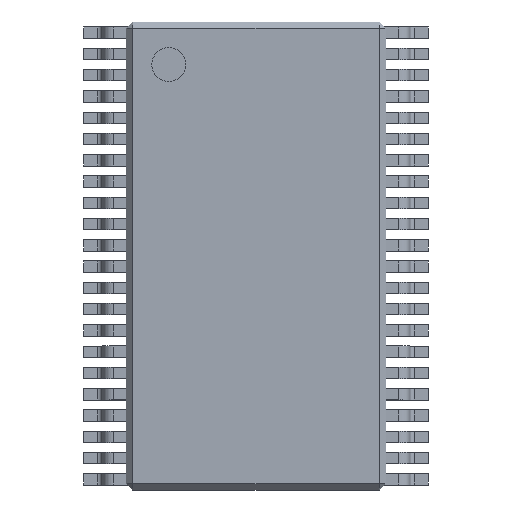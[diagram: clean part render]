
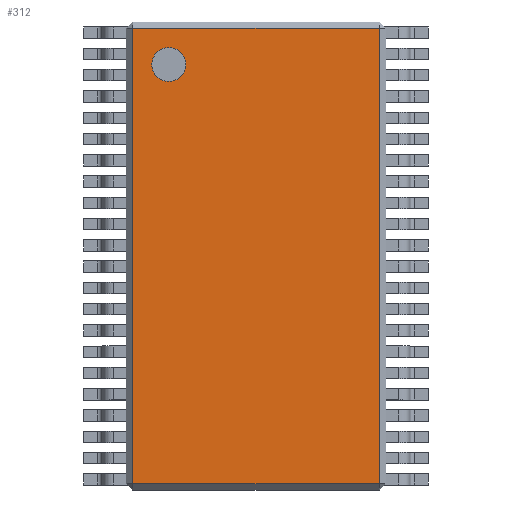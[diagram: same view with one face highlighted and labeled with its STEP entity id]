
A CAD part, top view. The second image highlights one B-rep face of the part: STEP entity #312.
In plain terms, the highlighted planar face has unit normal (0, 0, 1).
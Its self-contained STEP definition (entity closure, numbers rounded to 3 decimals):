
#13=DIRECTION('',(0.,0.,1.));
#14=DIRECTION('',(1.,0.,0.));
#107=VECTOR('',#108,1.);
#108=DIRECTION('',(0.,1.,0.));
#182=VERTEX_POINT('',#183);
#183=CARTESIAN_POINT('',(-2.9,-5.35,1.2));
#190=VERTEX_POINT('',#191);
#191=CARTESIAN_POINT('',(-2.9,5.35,1.2));
#196=ORIENTED_EDGE('',*,*,#197,.F.);
#197=EDGE_CURVE('',#182,#190,#198,.T.);
#198=LINE('',#199,#107);
#199=CARTESIAN_POINT('',(-2.9,-5.5,1.2));
#269=VECTOR('',#14,1.);
#312=ADVANCED_FACE('',(#313,#331),#340,.T.);
#313=FACE_BOUND('',#314,.T.);
#314=EDGE_LOOP('',(#196,#315,#321,#327));
#315=ORIENTED_EDGE('',*,*,#316,.T.);
#316=EDGE_CURVE('',#182,#317,#319,.T.);
#317=VERTEX_POINT('',#318);
#318=CARTESIAN_POINT('',(2.9,-5.35,1.2));
#319=LINE('',#320,#269);
#320=CARTESIAN_POINT('',(-3.05,-5.35,1.2));
#321=ORIENTED_EDGE('',*,*,#322,.T.);
#322=EDGE_CURVE('',#317,#323,#325,.T.);
#323=VERTEX_POINT('',#324);
#324=CARTESIAN_POINT('',(2.9,5.35,1.2));
#325=LINE('',#326,#107);
#326=CARTESIAN_POINT('',(2.9,-5.5,1.2));
#327=ORIENTED_EDGE('',*,*,#328,.F.);
#328=EDGE_CURVE('',#190,#323,#329,.T.);
#329=LINE('',#330,#269);
#330=CARTESIAN_POINT('',(-3.05,5.35,1.2));
#331=FACE_BOUND('',#332,.T.);
#332=EDGE_LOOP('',(#333));
#333=ORIENTED_EDGE('',*,*,#334,.F.);
#334=EDGE_CURVE('',#335,#335,#337,.T.);
#335=VERTEX_POINT('',#336);
#336=CARTESIAN_POINT('',(-1.65,4.5,1.2));
#337=CIRCLE('',#338,0.4);
#338=AXIS2_PLACEMENT_3D('',#339,#13,#14);
#339=CARTESIAN_POINT('',(-2.05,4.5,1.2));
#340=PLANE('',#341);
#341=AXIS2_PLACEMENT_3D('',#342,#13,#14);
#342=CARTESIAN_POINT('',(-3.05,-5.5,1.2));
